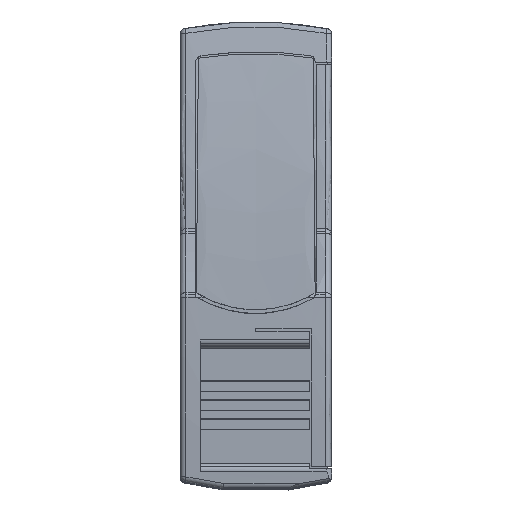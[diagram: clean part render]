
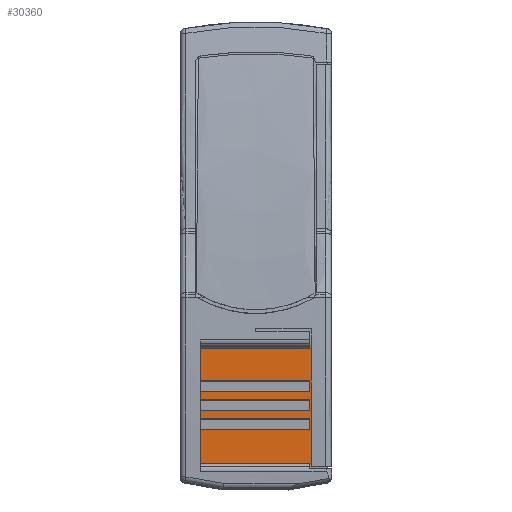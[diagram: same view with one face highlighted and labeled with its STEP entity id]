
A CAD part, top view. The second image highlights one B-rep face of the part: STEP entity #30360.
In plain terms, the highlighted planar face has unit normal (0, -0.052, 0.999).
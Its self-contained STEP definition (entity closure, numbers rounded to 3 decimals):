
#30278=AXIS2_PLACEMENT_3D('Plane Axis2P3D',#30275,#30276,#30277) ;
#25721=CARTESIAN_POINT('Line Origine',(1.05,6.601,53.458)) ;
#25725=CARTESIAN_POINT('Vertex',(1.05,7.556,53.509)) ;
#25727=CARTESIAN_POINT('Vertex',(1.05,5.646,53.408)) ;
#25802=CARTESIAN_POINT('Vertex',(1.05,1.24,53.178)) ;
#25805=CARTESIAN_POINT('Line Origine',(1.05,2.195,53.228)) ;
#25809=CARTESIAN_POINT('Vertex',(1.05,3.15,53.278)) ;
#25830=CARTESIAN_POINT('Vertex',(1.05,3.649,53.304)) ;
#25833=CARTESIAN_POINT('Line Origine',(1.05,3.899,53.317)) ;
#25837=CARTESIAN_POINT('Vertex',(1.05,4.148,53.33)) ;
#25858=CARTESIAN_POINT('Vertex',(1.05,4.648,53.356)) ;
#25861=CARTESIAN_POINT('Line Origine',(1.05,4.897,53.369)) ;
#25865=CARTESIAN_POINT('Vertex',(1.05,5.147,53.382)) ;
#26116=CARTESIAN_POINT('Vertex',(6.85,7.556,53.509)) ;
#26119=CARTESIAN_POINT('Line Origine',(6.85,4.398,53.343)) ;
#26123=CARTESIAN_POINT('Vertex',(6.85,1.24,53.178)) ;
#29421=CARTESIAN_POINT('Line Origine',(3.95,1.24,53.178)) ;
#30275=CARTESIAN_POINT('Axis2P3D Location',(3.95,4.398,53.343)) ;
#30280=CARTESIAN_POINT('Line Origine',(3.9,5.147,53.382)) ;
#30284=CARTESIAN_POINT('Vertex',(6.75,5.147,53.382)) ;
#30287=CARTESIAN_POINT('Line Origine',(3.9,4.648,53.356)) ;
#30291=CARTESIAN_POINT('Vertex',(6.75,4.648,53.356)) ;
#30294=CARTESIAN_POINT('Line Origine',(6.75,4.398,53.343)) ;
#30298=CARTESIAN_POINT('Vertex',(6.75,4.148,53.33)) ;
#30301=CARTESIAN_POINT('Line Origine',(3.9,4.148,53.33)) ;
#30306=CARTESIAN_POINT('Line Origine',(3.9,3.649,53.304)) ;
#30310=CARTESIAN_POINT('Vertex',(6.75,3.649,53.304)) ;
#30313=CARTESIAN_POINT('Line Origine',(6.75,3.399,53.291)) ;
#30317=CARTESIAN_POINT('Vertex',(6.75,3.15,53.278)) ;
#30320=CARTESIAN_POINT('Line Origine',(3.9,3.15,53.278)) ;
#30325=CARTESIAN_POINT('Line Origine',(3.95,7.556,53.509)) ;
#30330=CARTESIAN_POINT('Line Origine',(3.9,5.646,53.408)) ;
#30334=CARTESIAN_POINT('Vertex',(6.75,5.646,53.408)) ;
#30337=CARTESIAN_POINT('Line Origine',(6.75,5.397,53.395)) ;
#25722=DIRECTION('Vector Direction',(0.,-0.999,-0.052)) ;
#25806=DIRECTION('Vector Direction',(0.,-0.999,-0.052)) ;
#25834=DIRECTION('Vector Direction',(0.,-0.999,-0.052)) ;
#25862=DIRECTION('Vector Direction',(0.,-0.999,-0.052)) ;
#26120=DIRECTION('Vector Direction',(0.,0.999,0.052)) ;
#29422=DIRECTION('Vector Direction',(-1.,0.,0.)) ;
#30276=DIRECTION('Axis2P3D Direction',(0.,-0.052,0.999)) ;
#30277=DIRECTION('Axis2P3D XDirection',(-1.,0.,0.)) ;
#30281=DIRECTION('Vector Direction',(1.,0.,0.)) ;
#30288=DIRECTION('Vector Direction',(-1.,0.,0.)) ;
#30295=DIRECTION('Vector Direction',(0.,-0.999,-0.052)) ;
#30302=DIRECTION('Vector Direction',(1.,0.,0.)) ;
#30307=DIRECTION('Vector Direction',(-1.,0.,0.)) ;
#30314=DIRECTION('Vector Direction',(0.,-0.999,-0.052)) ;
#30321=DIRECTION('Vector Direction',(1.,0.,0.)) ;
#30326=DIRECTION('Vector Direction',(-1.,0.,0.)) ;
#30331=DIRECTION('Vector Direction',(-1.,0.,0.)) ;
#30338=DIRECTION('Vector Direction',(0.,-0.999,-0.052)) ;
#25723=VECTOR('Line Direction',#25722,1.) ;
#25807=VECTOR('Line Direction',#25806,1.) ;
#25835=VECTOR('Line Direction',#25834,1.) ;
#25863=VECTOR('Line Direction',#25862,1.) ;
#26121=VECTOR('Line Direction',#26120,1.) ;
#29423=VECTOR('Line Direction',#29422,1.) ;
#30282=VECTOR('Line Direction',#30281,1.) ;
#30289=VECTOR('Line Direction',#30288,1.) ;
#30296=VECTOR('Line Direction',#30295,1.) ;
#30303=VECTOR('Line Direction',#30302,1.) ;
#30308=VECTOR('Line Direction',#30307,1.) ;
#30315=VECTOR('Line Direction',#30314,1.) ;
#30322=VECTOR('Line Direction',#30321,1.) ;
#30327=VECTOR('Line Direction',#30326,1.) ;
#30332=VECTOR('Line Direction',#30331,1.) ;
#30339=VECTOR('Line Direction',#30338,1.) ;
#30343=ORIENTED_EDGE('',*,*,#30286,.F.) ;
#30344=ORIENTED_EDGE('',*,*,#25867,.T.) ;
#30345=ORIENTED_EDGE('',*,*,#30293,.F.) ;
#30346=ORIENTED_EDGE('',*,*,#30300,.T.) ;
#30347=ORIENTED_EDGE('',*,*,#30305,.F.) ;
#30348=ORIENTED_EDGE('',*,*,#25839,.T.) ;
#30349=ORIENTED_EDGE('',*,*,#30312,.F.) ;
#30350=ORIENTED_EDGE('',*,*,#30319,.T.) ;
#30351=ORIENTED_EDGE('',*,*,#30324,.F.) ;
#30352=ORIENTED_EDGE('',*,*,#25811,.T.) ;
#30353=ORIENTED_EDGE('',*,*,#29425,.F.) ;
#30354=ORIENTED_EDGE('',*,*,#26125,.T.) ;
#30355=ORIENTED_EDGE('',*,*,#30329,.T.) ;
#30356=ORIENTED_EDGE('',*,*,#25729,.T.) ;
#30357=ORIENTED_EDGE('',*,*,#30336,.F.) ;
#30358=ORIENTED_EDGE('',*,*,#30341,.T.) ;
#30360=ADVANCED_FACE('Plastic_base_part',(#30359),#30279,.T.) ;
#25729=EDGE_CURVE('',#25726,#25728,#25724,.T.) ;
#25811=EDGE_CURVE('',#25810,#25803,#25808,.T.) ;
#25839=EDGE_CURVE('',#25838,#25831,#25836,.T.) ;
#25867=EDGE_CURVE('',#25866,#25859,#25864,.T.) ;
#26125=EDGE_CURVE('',#26124,#26117,#26122,.T.) ;
#29425=EDGE_CURVE('',#26124,#25803,#29424,.T.) ;
#30286=EDGE_CURVE('',#25866,#30285,#30283,.T.) ;
#30293=EDGE_CURVE('',#30292,#25859,#30290,.T.) ;
#30300=EDGE_CURVE('',#30292,#30299,#30297,.T.) ;
#30305=EDGE_CURVE('',#25838,#30299,#30304,.T.) ;
#30312=EDGE_CURVE('',#30311,#25831,#30309,.T.) ;
#30319=EDGE_CURVE('',#30311,#30318,#30316,.T.) ;
#30324=EDGE_CURVE('',#25810,#30318,#30323,.T.) ;
#30329=EDGE_CURVE('',#26117,#25726,#30328,.T.) ;
#30336=EDGE_CURVE('',#30335,#25728,#30333,.T.) ;
#30341=EDGE_CURVE('',#30335,#30285,#30340,.T.) ;
#30342=EDGE_LOOP('',(#30343,#30344,#30345,#30346,#30347,#30348,#30349,#30350,#30351,#30352,#30353,#30354,#30355,#30356,#30357,#30358)) ;
#30359=FACE_OUTER_BOUND('',#30342,.T.) ;
#25724=LINE('Line',#25721,#25723) ;
#25808=LINE('Line',#25805,#25807) ;
#25836=LINE('Line',#25833,#25835) ;
#25864=LINE('Line',#25861,#25863) ;
#26122=LINE('Line',#26119,#26121) ;
#29424=LINE('Line',#29421,#29423) ;
#30283=LINE('Line',#30280,#30282) ;
#30290=LINE('Line',#30287,#30289) ;
#30297=LINE('Line',#30294,#30296) ;
#30304=LINE('Line',#30301,#30303) ;
#30309=LINE('Line',#30306,#30308) ;
#30316=LINE('Line',#30313,#30315) ;
#30323=LINE('Line',#30320,#30322) ;
#30328=LINE('Line',#30325,#30327) ;
#30333=LINE('Line',#30330,#30332) ;
#30340=LINE('Line',#30337,#30339) ;
#30279=PLANE('',#30278) ;
#25726=VERTEX_POINT('',#25725) ;
#25728=VERTEX_POINT('',#25727) ;
#25803=VERTEX_POINT('',#25802) ;
#25810=VERTEX_POINT('',#25809) ;
#25831=VERTEX_POINT('',#25830) ;
#25838=VERTEX_POINT('',#25837) ;
#25859=VERTEX_POINT('',#25858) ;
#25866=VERTEX_POINT('',#25865) ;
#26117=VERTEX_POINT('',#26116) ;
#26124=VERTEX_POINT('',#26123) ;
#30285=VERTEX_POINT('',#30284) ;
#30292=VERTEX_POINT('',#30291) ;
#30299=VERTEX_POINT('',#30298) ;
#30311=VERTEX_POINT('',#30310) ;
#30318=VERTEX_POINT('',#30317) ;
#30335=VERTEX_POINT('',#30334) ;
